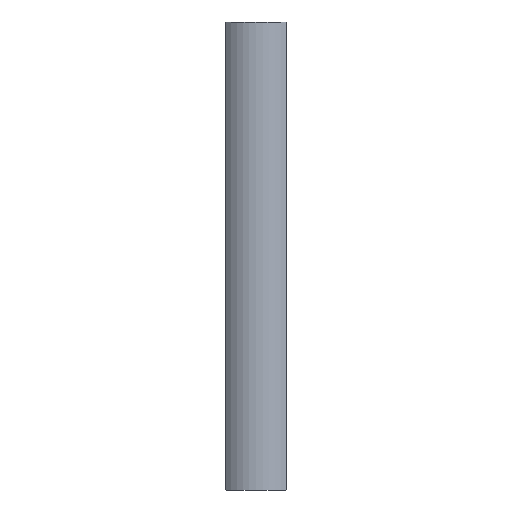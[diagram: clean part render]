
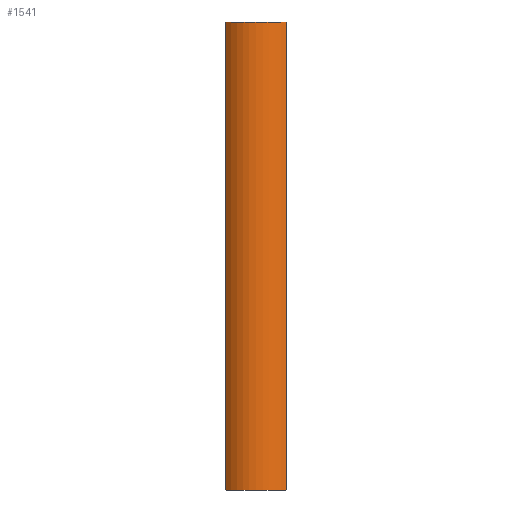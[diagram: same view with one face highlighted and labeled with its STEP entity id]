
A CAD part, front view. The second image highlights one B-rep face of the part: STEP entity #1541.
In plain terms, the highlighted cylindrical face has radius 45 mm (diameter 90 mm), a partial arc.
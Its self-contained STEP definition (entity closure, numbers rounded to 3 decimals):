
#61 = CARTESIAN_POINT ( 'NONE',  ( -32., -31.641, 0. ) ) ;
#107 = CARTESIAN_POINT ( 'NONE',  ( -0.004, 0.001, -1000. ) ) ;
#163 = VERTEX_POINT ( 'NONE', #1696 ) ;
#185 = DIRECTION ( 'NONE',  ( 0., 0., -1. ) ) ;
#236 = LINE ( 'NONE', #1823, #1058 ) ;
#324 = CIRCLE ( 'NONE', #2655, 45. ) ;
#388 = VERTEX_POINT ( 'NONE', #1126 ) ;
#477 = EDGE_CURVE ( 'NONE', #2368, #163, #2393, .T. ) ;
#498 = CARTESIAN_POINT ( 'NONE',  ( 32., -31.634, 0. ) ) ;
#554 = ORIENTED_EDGE ( 'NONE', *, *, #2458, .F. ) ;
#623 = FACE_OUTER_BOUND ( 'NONE', #3008, .T. ) ;
#626 = VERTEX_POINT ( 'NONE', #1577 ) ;
#632 = CARTESIAN_POINT ( 'NONE',  ( -0.004, 0.001, 0. ) ) ;
#681 = CARTESIAN_POINT ( 'NONE',  ( -32., -31.641, -500. ) ) ;
#694 = CARTESIAN_POINT ( 'NONE',  ( -32.073, -31.568, -499.927 ) ) ;
#698 = VERTEX_POINT ( 'NONE', #854 ) ;
#761 = ORIENTED_EDGE ( 'NONE', *, *, #2573, .T. ) ;
#839 = ORIENTED_EDGE ( 'NONE', *, *, #2524, .F. ) ;
#854 = CARTESIAN_POINT ( 'NONE',  ( -32.073, -31.568, -0.073 ) ) ;
#921 = AXIS2_PLACEMENT_3D ( 'NONE', #632, #3049, #2774 ) ;
#929 = ORIENTED_EDGE ( 'NONE', *, *, #477, .F. ) ;
#982 = DIRECTION ( 'NONE',  ( 1., 0., 0. ) ) ;
#1058 = VECTOR ( 'NONE', #1567, 1000. ) ;
#1126 = CARTESIAN_POINT ( 'NONE',  ( -32., -31.641, -500. ) ) ;
#1135 = CARTESIAN_POINT ( 'NONE',  ( -32.024, -31.617, -499.976 ) ) ;
#1161 = CARTESIAN_POINT ( 'NONE',  ( 32.043, -31.59, -0.043 ) ) ;
#1223 = EDGE_CURVE ( 'NONE', #3278, #698, #2604, .T. ) ;
#1304 = CARTESIAN_POINT ( 'NONE',  ( 32.043, -31.59, -499.957 ) ) ;
#1377 = EDGE_CURVE ( 'NONE', #626, #388, #324, .T. ) ;
#1423 = CARTESIAN_POINT ( 'NONE',  ( 32.065, -31.568, -0.065 ) ) ;
#1426 = CARTESIAN_POINT ( 'NONE',  ( -32.049, -31.592, -0.049 ) ) ;
#1455 = CARTESIAN_POINT ( 'NONE',  ( -32.073, -31.568, -499.927 ) ) ;
#1464 = VERTEX_POINT ( 'NONE', #694 ) ;
#1512 = AXIS2_PLACEMENT_3D ( 'NONE', #107, #2216, #3267 ) ;
#1541 = ADVANCED_FACE ( 'NONE', ( #623 ), #2719, .T. ) ;
#1542 = CIRCLE ( 'NONE', #921, 45. ) ;
#1562 = CARTESIAN_POINT ( 'NONE',  ( 32.065, -31.568, -1000. ) ) ;
#1567 = DIRECTION ( 'NONE',  ( 0., 0., -1. ) ) ;
#1577 = CARTESIAN_POINT ( 'NONE',  ( 32., -31.634, -500. ) ) ;
#1586 = CARTESIAN_POINT ( 'NONE',  ( 32.022, -31.612, -499.978 ) ) ;
#1656 = ORIENTED_EDGE ( 'NONE', *, *, #1377, .F. ) ;
#1662 = VECTOR ( 'NONE', #2870, 1000. ) ;
#1691 = CARTESIAN_POINT ( 'NONE',  ( 32., -31.634, 0. ) ) ;
#1696 = CARTESIAN_POINT ( 'NONE',  ( 32.065, -31.568, -0.065 ) ) ;
#1714 = ORIENTED_EDGE ( 'NONE', *, *, #2318, .T. ) ;
#1792 = EDGE_CURVE ( 'NONE', #698, #1464, #236, .T. ) ;
#1823 = CARTESIAN_POINT ( 'NONE',  ( -32.073, -31.568, -1000. ) ) ;
#1875 = CARTESIAN_POINT ( 'NONE',  ( -32., -31.641, 0. ) ) ;
#1879 =( BOUNDED_CURVE ( )  B_SPLINE_CURVE ( 3, ( #681, #1135, #1948, #1455 ),
 .UNSPECIFIED., .F., .T. ) 
 B_SPLINE_CURVE_WITH_KNOTS ( ( 4, 4 ),
 ( 5.503, 5.506 ),
 .UNSPECIFIED. ) 
 CURVE ( )  GEOMETRIC_REPRESENTATION_ITEM ( )  RATIONAL_B_SPLINE_CURVE ( ( 1., 1., 1., 1. ) ) 
 REPRESENTATION_ITEM ( '' )  );
#1948 = CARTESIAN_POINT ( 'NONE',  ( -32.049, -31.592, -499.951 ) ) ;
#2073 = CARTESIAN_POINT ( 'NONE',  ( 32., -31.634, -500. ) ) ;
#2145 =( BOUNDED_CURVE ( )  B_SPLINE_CURVE ( 3, ( #2073, #1586, #1304, #2389 ),
 .UNSPECIFIED., .F., .F. ) 
 B_SPLINE_CURVE_WITH_KNOTS ( ( 4, 4 ),
 ( 5.504, 5.506 ),
 .UNSPECIFIED. ) 
 CURVE ( )  GEOMETRIC_REPRESENTATION_ITEM ( )  RATIONAL_B_SPLINE_CURVE ( ( 1., 1., 1., 1. ) ) 
 REPRESENTATION_ITEM ( '' )  );
#2216 = DIRECTION ( 'NONE',  ( 0., 0., 1. ) ) ;
#2318 = EDGE_CURVE ( 'NONE', #626, #2929, #2145, .T. ) ;
#2361 = LINE ( 'NONE', #1562, #1662 ) ;
#2368 = VERTEX_POINT ( 'NONE', #498 ) ;
#2389 = CARTESIAN_POINT ( 'NONE',  ( 32.065, -31.568, -499.935 ) ) ;
#2393 =( BOUNDED_CURVE ( )  B_SPLINE_CURVE ( 3, ( #1691, #2745, #1161, #1423 ),
 .UNSPECIFIED., .F., .T. ) 
 B_SPLINE_CURVE_WITH_KNOTS ( ( 4, 4 ),
 ( 2.362, 2.364 ),
 .UNSPECIFIED. ) 
 CURVE ( )  GEOMETRIC_REPRESENTATION_ITEM ( )  RATIONAL_B_SPLINE_CURVE ( ( 1., 1., 1., 1. ) ) 
 REPRESENTATION_ITEM ( '' )  );
#2458 = EDGE_CURVE ( 'NONE', #3278, #2368, #1542, .T. ) ;
#2487 = CARTESIAN_POINT ( 'NONE',  ( -32.073, -31.568, -0.073 ) ) ;
#2524 = EDGE_CURVE ( 'NONE', #388, #1464, #1879, .T. ) ;
#2541 = ORIENTED_EDGE ( 'NONE', *, *, #1223, .T. ) ;
#2573 = EDGE_CURVE ( 'NONE', #2929, #163, #2361, .T. ) ;
#2604 =( BOUNDED_CURVE ( )  B_SPLINE_CURVE ( 3, ( #61, #3005, #1426, #2487 ),
 .UNSPECIFIED., .F., .T. ) 
 B_SPLINE_CURVE_WITH_KNOTS ( ( 4, 4 ),
 ( 2.362, 2.364 ),
 .UNSPECIFIED. ) 
 CURVE ( )  GEOMETRIC_REPRESENTATION_ITEM ( )  RATIONAL_B_SPLINE_CURVE ( ( 1., 1., 1., 1. ) ) 
 REPRESENTATION_ITEM ( '' )  );
#2655 = AXIS2_PLACEMENT_3D ( 'NONE', #3366, #185, #982 ) ;
#2719 = CYLINDRICAL_SURFACE ( 'NONE', #1512, 45. ) ;
#2745 = CARTESIAN_POINT ( 'NONE',  ( 32.022, -31.612, -0.022 ) ) ;
#2774 = DIRECTION ( 'NONE',  ( 1., 0., 0. ) ) ;
#2870 = DIRECTION ( 'NONE',  ( 0., 0., 1. ) ) ;
#2929 = VERTEX_POINT ( 'NONE', #3290 ) ;
#3005 = CARTESIAN_POINT ( 'NONE',  ( -32.024, -31.617, -0.024 ) ) ;
#3008 = EDGE_LOOP ( 'NONE', ( #839, #1656, #1714, #761, #929, #554, #2541, #3300 ) ) ;
#3049 = DIRECTION ( 'NONE',  ( 0., 0., 1. ) ) ;
#3267 = DIRECTION ( 'NONE',  ( 1., 0., 0. ) ) ;
#3278 = VERTEX_POINT ( 'NONE', #1875 ) ;
#3290 = CARTESIAN_POINT ( 'NONE',  ( 32.065, -31.568, -499.935 ) ) ;
#3300 = ORIENTED_EDGE ( 'NONE', *, *, #1792, .T. ) ;
#3366 = CARTESIAN_POINT ( 'NONE',  ( -0.004, 0.001, -500. ) ) ;
